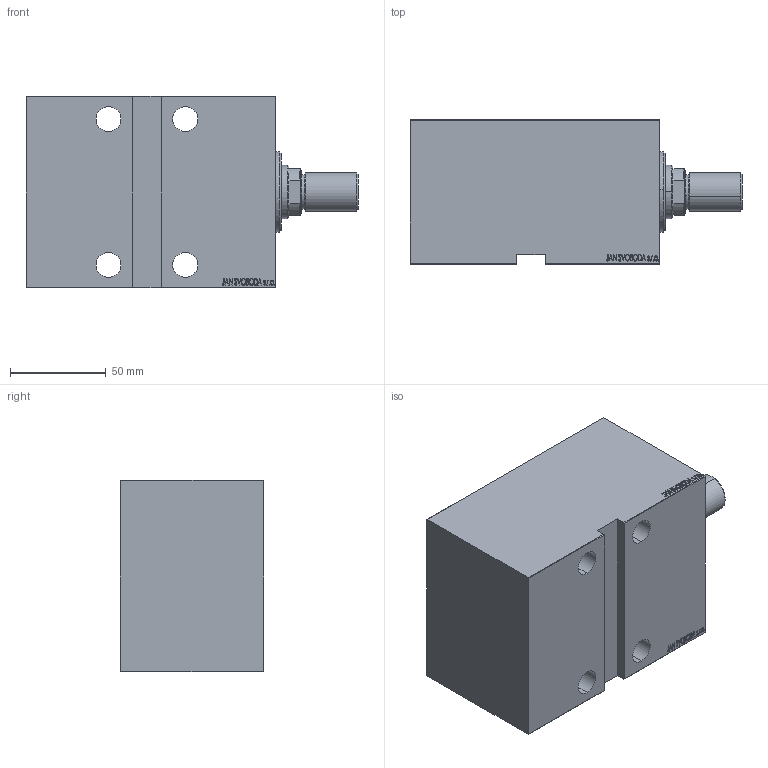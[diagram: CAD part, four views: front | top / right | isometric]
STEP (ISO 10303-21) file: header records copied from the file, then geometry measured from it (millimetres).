
FILE_DESCRIPTION (( 'STEP AP203' ), '1' );
FILE_NAME ('9030.STEP', '2021-11-02T04:03:37', ( '' ), ( '' ), 'SwSTEP 2.0', 'SolidWorks 2019', '' );
FILE_SCHEMA (( 'CONFIG_CONTROL_DESIGN' ));
Length unit declared in the file: millimetre
Products named in the file (5): V450CM_VC_G 7439302a2fd8adfeae3ee3479820e13a; V450CM_G 7439302a2fd8adfeae3ee3479820e13a; V450CM_MALE_METRIC 7439302a2fd8adfeae3ee3479820e13a; V450CM_G_VCP 7439302a2fd8adfeae3ee3479820e13a; 9030
Assembly tree (4 placements, depth 2):
  9030
    V450CM_G 7439302a2fd8adfeae3ee3479820e13a
    V450CM_G_VCP 7439302a2fd8adfeae3ee3479820e13a
    V450CM_VC_G 7439302a2fd8adfeae3ee3479820e13a
    V450CM_MALE_METRIC 7439302a2fd8adfeae3ee3479820e13a
Bounding box: 173 x 75 x 100 mm (x, y, z)
Volume: 790106.7 mm3; surface area: 122997.7 mm2
Topology: 4 solids, 4 shells, 854 faces, 2192 edges, 1453 vertices
Faces by surface type: plane 410, bspline 380, cylinder 44, cone 18, torus 2
Entity records: 43147 total; most frequent: CARTESIAN_POINT 24364, ORIENTED_EDGE 4380, DIRECTION 2498, EDGE_CURVE 2190, VERTEX_POINT 1453, VECTOR 1308, LINE 1308, EDGE_LOOP 973
